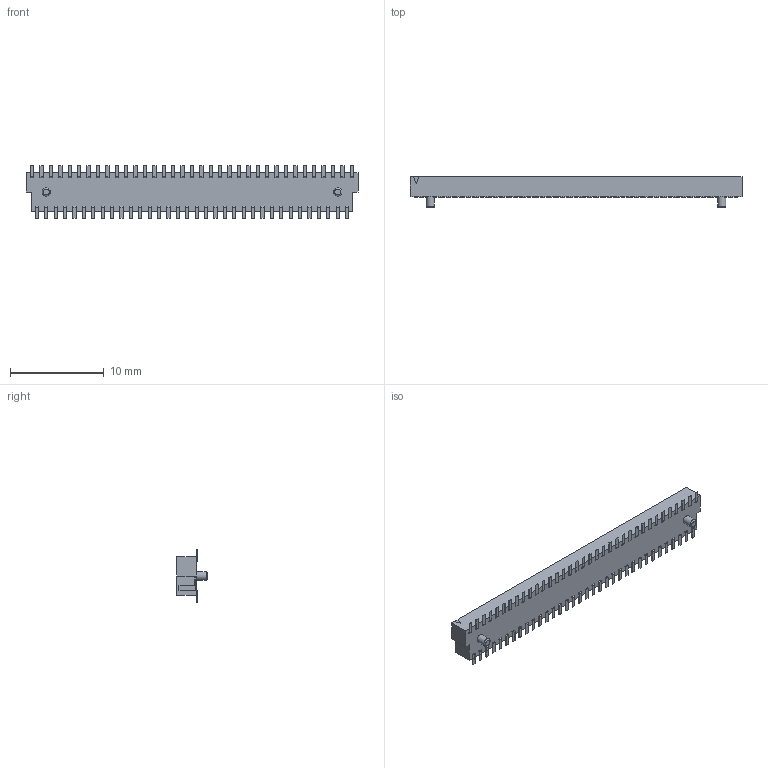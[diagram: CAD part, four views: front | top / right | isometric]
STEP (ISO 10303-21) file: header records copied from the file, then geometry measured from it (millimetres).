
FILE_DESCRIPTION( ( 'STEP AP203' ), ' ' );
FILE_NAME( 'BKS-169-01-L-V-A.stp', '2016-03-23T16:45:36', ( '' ), ( '' ), ' ', 'PARTsolutions', ' ' );
FILE_SCHEMA( ( 'CONFIG_CONTROL_DESIGN' ) );
Length unit declared in the file: inch
Products named in the file (3): BKS-169-01-L-V-A; _BKS-169-01-V-A_socket; _C-72-01-69_bks
Assembly tree (2 placements, depth 2):
  BKS-169-01-L-V-A
    _BKS-169-01-V-A_socket
    _C-72-01-69_bks
Bounding box: 35.34 x 3.28 x 5.59 mm (x, y, z)
Volume: 281.7 mm3; surface area: 1324.6 mm2
Topology: 2 solids, 2 shells, 1896 faces, 5049 edges, 3366 vertices
Faces by surface type: plane 1754, cylinder 140, torus 2
Full cylindrical faces by diameter (mm): 0.889 x2
Entity records: 58025 total; most frequent: CARTESIAN_POINT 10306, ORIENTED_EDGE 10086, DIRECTION 9123, EDGE_CURVE 5043, LINE 4761, VECTOR 4761, VERTEX_POINT 3364, AXIS2_PLACEMENT_3D 2181
